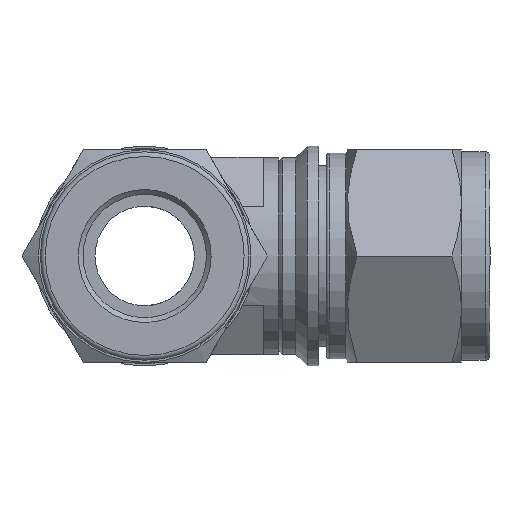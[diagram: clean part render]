
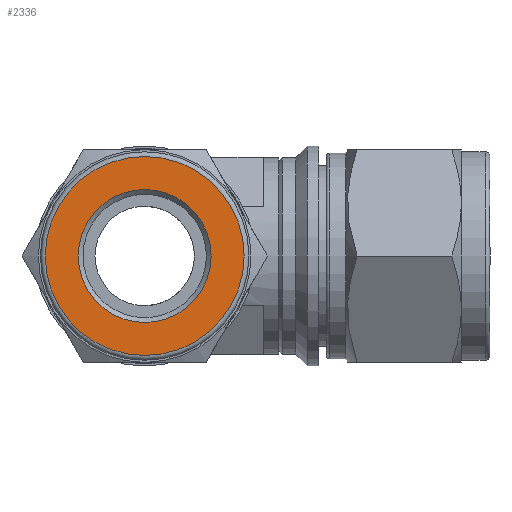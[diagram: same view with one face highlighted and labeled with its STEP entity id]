
A CAD part, left-side view. The second image highlights one B-rep face of the part: STEP entity #2336.
In plain terms, the highlighted planar face has unit normal (-1, 0, 0).
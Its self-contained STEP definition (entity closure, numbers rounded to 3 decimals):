
#101=FACE_BOUND('',#513,.T.);
#168=CIRCLE('',#2568,6.95);
#169=CIRCLE('',#2570,10.4);
#345=FACE_OUTER_BOUND('',#512,.T.);
#512=EDGE_LOOP('',(#1782));
#513=EDGE_LOOP('',(#1783));
#1052=VERTEX_POINT('',#3911);
#1053=VERTEX_POINT('',#3915);
#1312=EDGE_CURVE('',#1052,#1052,#168,.T.);
#1313=EDGE_CURVE('',#1053,#1053,#169,.T.);
#1782=ORIENTED_EDGE('',*,*,#1313,.F.);
#1783=ORIENTED_EDGE('',*,*,#1312,.T.);
#2232=PLANE('',#2569);
#2336=ADVANCED_FACE('',(#345,#101),#2232,.T.);
#2568=AXIS2_PLACEMENT_3D('',#3913,#3048,#3049);
#2569=AXIS2_PLACEMENT_3D('',#3914,#3050,#3051);
#2570=AXIS2_PLACEMENT_3D('',#3916,#3052,#3053);
#3048=DIRECTION('center_axis',(1.,0.,0.));
#3049=DIRECTION('ref_axis',(0.,0.,-1.));
#3050=DIRECTION('center_axis',(-1.,0.,0.));
#3051=DIRECTION('ref_axis',(0.,0.,1.));
#3052=DIRECTION('center_axis',(1.,0.,0.));
#3053=DIRECTION('ref_axis',(0.,0.,-1.));
#3911=CARTESIAN_POINT('',(-36.101,-6.95,0.));
#3913=CARTESIAN_POINT('Origin',(-36.101,0.,
0.));
#3914=CARTESIAN_POINT('Origin',(-36.101,10.4,0.));
#3915=CARTESIAN_POINT('',(-36.101,0.,10.4));
#3916=CARTESIAN_POINT('Origin',(-36.101,0.,
0.));
